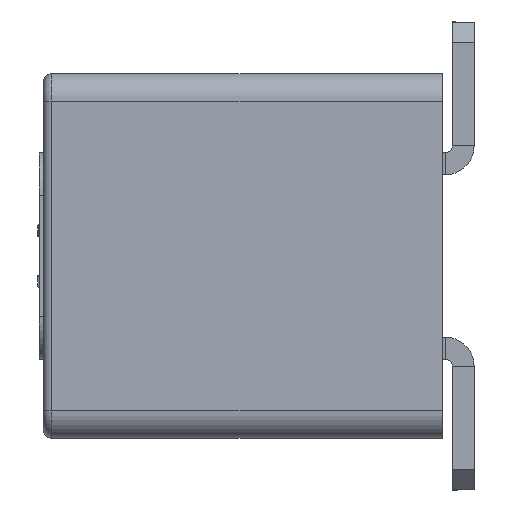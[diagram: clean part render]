
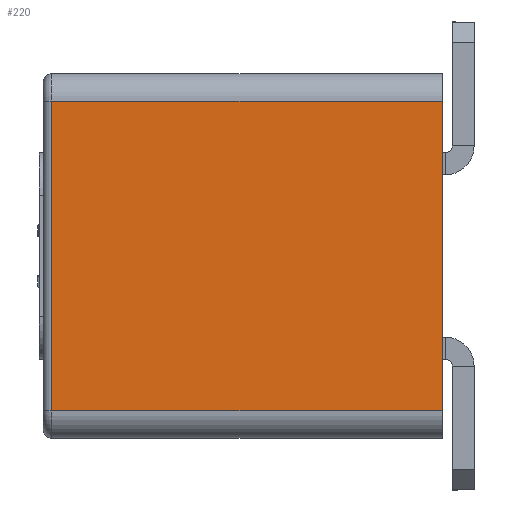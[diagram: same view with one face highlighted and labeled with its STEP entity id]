
A CAD part, left-side view. The second image highlights one B-rep face of the part: STEP entity #220.
In plain terms, the highlighted planar face has unit normal (-1, 0, 0).
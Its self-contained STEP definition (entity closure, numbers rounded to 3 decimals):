
#216 = VERTEX_POINT ( 'NONE', #4973 ) ;
#220 = ADVANCED_FACE ( 'NONE', ( #5034 ), #5025, .F. ) ;
#221 = VERTEX_POINT ( 'NONE', #4949 ) ;
#241 = EDGE_LOOP ( 'NONE', ( #274, #276, #297, #265 ) ) ;
#250 = VERTEX_POINT ( 'NONE', #5040 ) ;
#265 = ORIENTED_EDGE ( 'NONE', *, *, #306, .T. ) ;
#274 = ORIENTED_EDGE ( 'NONE', *, *, #275, .F. ) ;
#275 = EDGE_CURVE ( 'NONE', #221, #216, #5169, .T. ) ;
#276 = ORIENTED_EDGE ( 'NONE', *, *, #277, .T. ) ;
#277 = EDGE_CURVE ( 'NONE', #221, #278, #5194, .T. ) ;
#278 = VERTEX_POINT ( 'NONE', #5153 ) ;
#297 = ORIENTED_EDGE ( 'NONE', *, *, #298, .T. ) ;
#298 = EDGE_CURVE ( 'NONE', #278, #250, #5136, .T. ) ;
#306 = EDGE_CURVE ( 'NONE', #250, #216, #5105, .T. ) ;
#4943 = DIRECTION ( 'NONE',  ( 0., 0., -1. ) ) ;
#4944 = DIRECTION ( 'NONE',  ( 1., 0., 0. ) ) ;
#4945 = AXIS2_PLACEMENT_3D ( 'NONE', #5024, #4944, #4943 ) ;
#4949 = CARTESIAN_POINT ( 'NONE',  ( -8.15, 2.991, 2.297 ) ) ;
#4973 = CARTESIAN_POINT ( 'NONE',  ( -8.15, -4.222, 2.297 ) ) ;
#5024 = CARTESIAN_POINT ( 'NONE',  ( -8.15, 3.144, -3.418 ) ) ;
#5025 = PLANE ( 'NONE',  #4945 ) ;
#5034 = FACE_OUTER_BOUND ( 'NONE', #241, .T. ) ;
#5040 = CARTESIAN_POINT ( 'NONE',  ( -8.15, -4.222, -3.418 ) ) ;
#5102 = DIRECTION ( 'NONE',  ( 0., 0., 1. ) ) ;
#5103 = VECTOR ( 'NONE', #5102, 1000. ) ;
#5104 = CARTESIAN_POINT ( 'NONE',  ( -8.15, -4.222, -3.418 ) ) ;
#5105 = LINE ( 'NONE', #5104, #5103 ) ;
#5133 = DIRECTION ( 'NONE',  ( 0., -1., 0. ) ) ;
#5134 = VECTOR ( 'NONE', #5133, 1000. ) ;
#5135 = CARTESIAN_POINT ( 'NONE',  ( -8.15, 3.144, -3.418 ) ) ;
#5136 = LINE ( 'NONE', #5135, #5134 ) ;
#5153 = CARTESIAN_POINT ( 'NONE',  ( -8.15, 2.991, -3.418 ) ) ;
#5154 = DIRECTION ( 'NONE',  ( 0., 0., -1. ) ) ;
#5155 = VECTOR ( 'NONE', #5154, 1000. ) ;
#5167 = VECTOR ( 'NONE', #5195, 1000. ) ;
#5168 = CARTESIAN_POINT ( 'NONE',  ( -8.15, 3.144, 2.297 ) ) ;
#5169 = LINE ( 'NONE', #5168, #5167 ) ;
#5193 = CARTESIAN_POINT ( 'NONE',  ( -8.15, 2.991, -3.418 ) ) ;
#5194 = LINE ( 'NONE', #5193, #5155 ) ;
#5195 = DIRECTION ( 'NONE',  ( 0., -1., 0. ) ) ;
